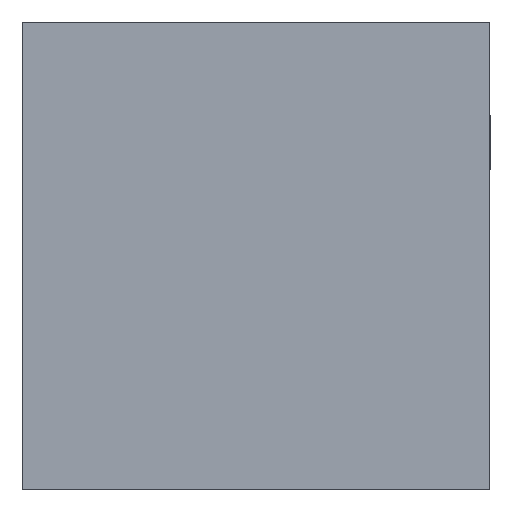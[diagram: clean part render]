
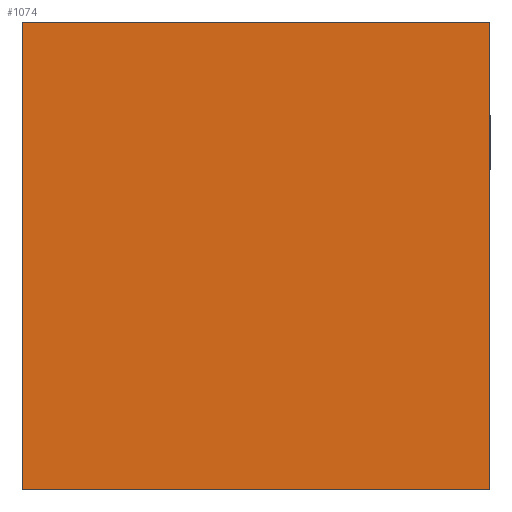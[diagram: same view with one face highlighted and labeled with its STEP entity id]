
A CAD part, top view. The second image highlights one B-rep face of the part: STEP entity #1074.
In plain terms, the highlighted planar face has unit normal (0, 0, 1).
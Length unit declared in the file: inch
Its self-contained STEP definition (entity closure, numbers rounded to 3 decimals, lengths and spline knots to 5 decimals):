
#1074=ADVANCED_FACE('',(#1970),#1971,.T.);
#1970=FACE_OUTER_BOUND('',#3020,.T.);
#1971=PLANE('',#3021);
#3020=EDGE_LOOP('',(#4754,#4755,#4756,#4757));
#3021=AXIS2_PLACEMENT_3D('',#4758,#4759,#4760);
#4754=ORIENTED_EDGE('',*,*,#5343,.T.);
#4755=ORIENTED_EDGE('',*,*,#5223,.T.);
#4756=ORIENTED_EDGE('',*,*,#5452,.T.);
#4757=ORIENTED_EDGE('',*,*,#5453,.T.);
#4758=CARTESIAN_POINT('',(0.0689,0.0689,0.03543));
#4759=DIRECTION('',(0.0,0.0,1.0));
#4760=DIRECTION('',(1.0,0.0,0.0));
#5223=EDGE_CURVE('',#6073,#6071,#6074,.T.);
#5343=EDGE_CURVE('',#6245,#6073,#6246,.T.);
#5452=EDGE_CURVE('',#6071,#6399,#6400,.T.);
#5453=EDGE_CURVE('',#6399,#6245,#6401,.T.);
#6071=VERTEX_POINT('',#7229);
#6073=VERTEX_POINT('',#7232);
#6074=LINE('',#7233,#7234);
#6245=VERTEX_POINT('',#7484);
#6246=LINE('',#7485,#7486);
#6399=VERTEX_POINT('',#7706);
#6400=LINE('',#7707,#7708);
#6401=LINE('',#7709,#7710);
#7229=CARTESIAN_POINT('',(0.0,0.1378,0.03543));
#7232=CARTESIAN_POINT('',(0.1378,0.1378,0.03543));
#7233=CARTESIAN_POINT('',(0.0689,0.1378,0.03543));
#7234=VECTOR('',#8131,1.0);
#7484=CARTESIAN_POINT('',(0.1378,0.0,0.03543));
#7485=CARTESIAN_POINT('',(0.1378,0.0689,0.03543));
#7486=VECTOR('',#8235,1.0);
#7706=CARTESIAN_POINT('',(0.0,0.0,0.03543));
#7707=CARTESIAN_POINT('',(0.0,0.0689,0.03543));
#7708=VECTOR('',#8339,1.0);
#7709=CARTESIAN_POINT('',(0.0689,0.0,0.03543));
#7710=VECTOR('',#8340,1.0);
#8131=DIRECTION('',(-1.0,0.0,0.0));
#8235=DIRECTION('',(0.0,1.0,0.0));
#8339=DIRECTION('',(0.0,-1.0,0.0));
#8340=DIRECTION('',(1.0,0.0,0.0));
